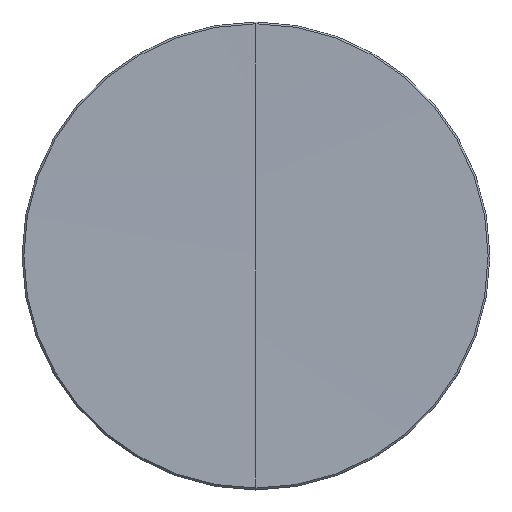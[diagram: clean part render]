
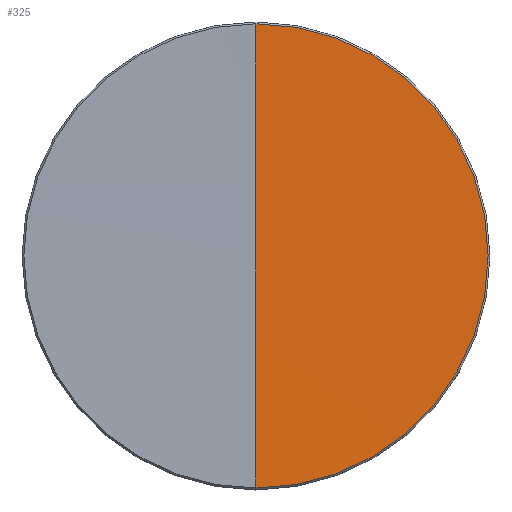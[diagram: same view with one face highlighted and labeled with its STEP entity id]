
A CAD part, top view. The second image highlights one B-rep face of the part: STEP entity #325.
In plain terms, the highlighted spherical face has radius 1500 mm.
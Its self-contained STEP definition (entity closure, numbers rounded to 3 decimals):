
#13 = EDGE_LOOP ( 'NONE', ( #1111, #1508, #1302, #2789 ) ) ;
#73 = DIRECTION ( 'NONE',  ( 0., 0., 1. ) ) ;
#186 = CIRCLE ( 'NONE', #3362, 1500. ) ;
#202 = AXIS2_PLACEMENT_3D ( 'NONE', #1573, #3192, #1875 ) ;
#238 = AXIS2_PLACEMENT_3D ( 'NONE', #2255, #2951, #3906 ) ;
#267 = VERTEX_POINT ( 'NONE', #750 ) ;
#325 = ADVANCED_FACE ( 'NONE', ( #1077 ), #2260, .F. ) ;
#398 = CARTESIAN_POINT ( 'NONE',  ( 38.138, 30.577, 44.232 ) ) ;
#413 = CARTESIAN_POINT ( 'NONE',  ( 12.935, 30.577, 44.232 ) ) ;
#748 = AXIS2_PLACEMENT_3D ( 'NONE', #2535, #4170, #1250 ) ;
#750 = CARTESIAN_POINT ( 'NONE',  ( 12.935, 30.577, 44.02 ) ) ;
#1077 = FACE_OUTER_BOUND ( 'NONE', #13, .T. ) ;
#1110 = CARTESIAN_POINT ( 'NONE',  ( 12.935, 30.577, 1544.02 ) ) ;
#1111 = ORIENTED_EDGE ( 'NONE', *, *, #3038, .F. ) ;
#1250 = DIRECTION ( 'NONE',  ( 0., 1., 0. ) ) ;
#1292 = AXIS2_PLACEMENT_3D ( 'NONE', #413, #73, #3651 ) ;
#1302 = ORIENTED_EDGE ( 'NONE', *, *, #2343, .T. ) ;
#1508 = ORIENTED_EDGE ( 'NONE', *, *, #3728, .T. ) ;
#1573 = CARTESIAN_POINT ( 'NONE',  ( 12.935, 30.577, 1544.02 ) ) ;
#1679 = CARTESIAN_POINT ( 'NONE',  ( 12.935, 5.374, 44.232 ) ) ;
#1772 = DIRECTION ( 'NONE',  ( 1., 0., 0. ) ) ;
#1845 = EDGE_CURVE ( 'NONE', #2399, #4215, #2652, .T. ) ;
#1875 = DIRECTION ( 'NONE',  ( 0., -1., 0. ) ) ;
#2255 = CARTESIAN_POINT ( 'NONE',  ( 12.935, 30.577, 44.232 ) ) ;
#2260 = SPHERICAL_SURFACE ( 'NONE', #748, 1500. ) ;
#2343 = EDGE_CURVE ( 'NONE', #3391, #2399, #4024, .T. ) ;
#2399 = VERTEX_POINT ( 'NONE', #398 ) ;
#2535 = CARTESIAN_POINT ( 'NONE',  ( 12.935, 30.577, 1544.02 ) ) ;
#2652 = CIRCLE ( 'NONE', #238, 25.203 ) ;
#2789 = ORIENTED_EDGE ( 'NONE', *, *, #1845, .T. ) ;
#2951 = DIRECTION ( 'NONE',  ( 0., 0., 1. ) ) ;
#3038 = EDGE_CURVE ( 'NONE', #267, #4215, #186, .T. ) ;
#3192 = DIRECTION ( 'NONE',  ( -1., 0., 0. ) ) ;
#3362 = AXIS2_PLACEMENT_3D ( 'NONE', #1110, #1772, #3408 ) ;
#3391 = VERTEX_POINT ( 'NONE', #1679 ) ;
#3408 = DIRECTION ( 'NONE',  ( 0., 0., -1. ) ) ;
#3558 = CIRCLE ( 'NONE', #202, 1500. ) ;
#3651 = DIRECTION ( 'NONE',  ( 1., 0., 0. ) ) ;
#3728 = EDGE_CURVE ( 'NONE', #267, #3391, #3558, .T. ) ;
#3882 = CARTESIAN_POINT ( 'NONE',  ( 12.935, 55.781, 44.232 ) ) ;
#3906 = DIRECTION ( 'NONE',  ( 1., 0., 0. ) ) ;
#4024 = CIRCLE ( 'NONE', #1292, 25.203 ) ;
#4170 = DIRECTION ( 'NONE',  ( -1., 0., 0. ) ) ;
#4215 = VERTEX_POINT ( 'NONE', #3882 ) ;
